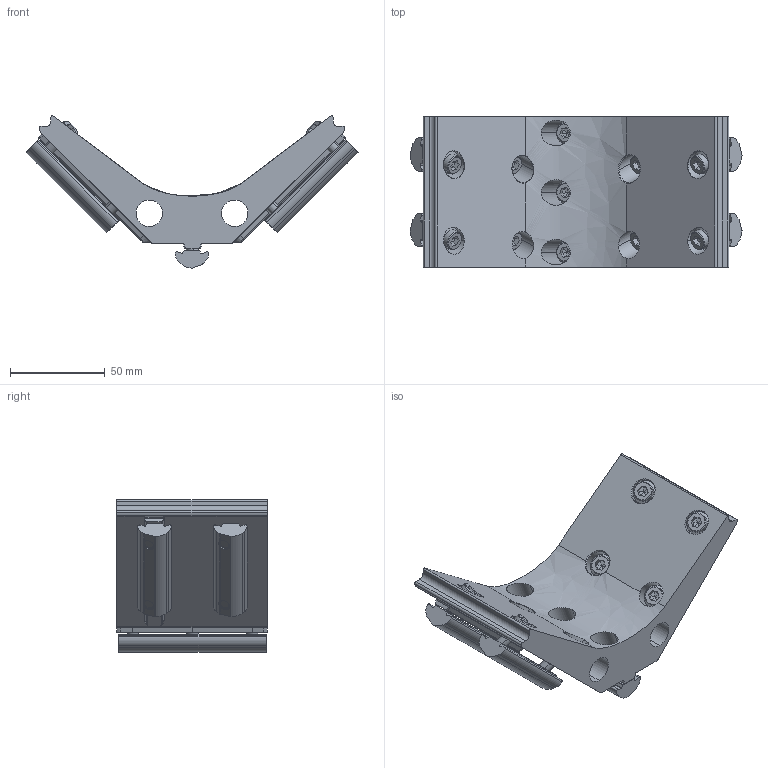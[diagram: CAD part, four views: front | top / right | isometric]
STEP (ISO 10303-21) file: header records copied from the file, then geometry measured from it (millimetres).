
FILE_DESCRIPTION (( 'STEP AP214' ), '1' );
FILE_NAME ('80mm 3-Way Corner Bracket Kit(40C3W-0451-001-01).STEP', '2023-08-07T18:27:01', ( '' ), ( '' ), 'SwSTEP 2.0', 'SolidWorks 2020', '' );
FILE_SCHEMA (( 'AUTOMOTIVE_DESIGN' ));
Length unit declared in the file: millimetre
Products named in the file (1): 80mm 3-Way Corner Bracket Kit(40C3W-0451-001-01)
Bounding box: 175.36 x 79.5 x 80.43 mm (x, y, z)
Volume: 284063 mm3; surface area: 80045.3 mm2
Topology: 17 solids, 17 shells, 678 faces, 1643 edges, 1014 vertices
Faces by surface type: cylinder 233, plane 202, cone 100, bspline 75, torus 68
Entity records: 24591 total; most frequent: CARTESIAN_POINT 8990, ORIENTED_EDGE 3286, DIRECTION 3095, EDGE_CURVE 1643, AXIS2_PLACEMENT_3D 1178, VERTEX_POINT 1014, EDGE_LOOP 741, LINE 739
